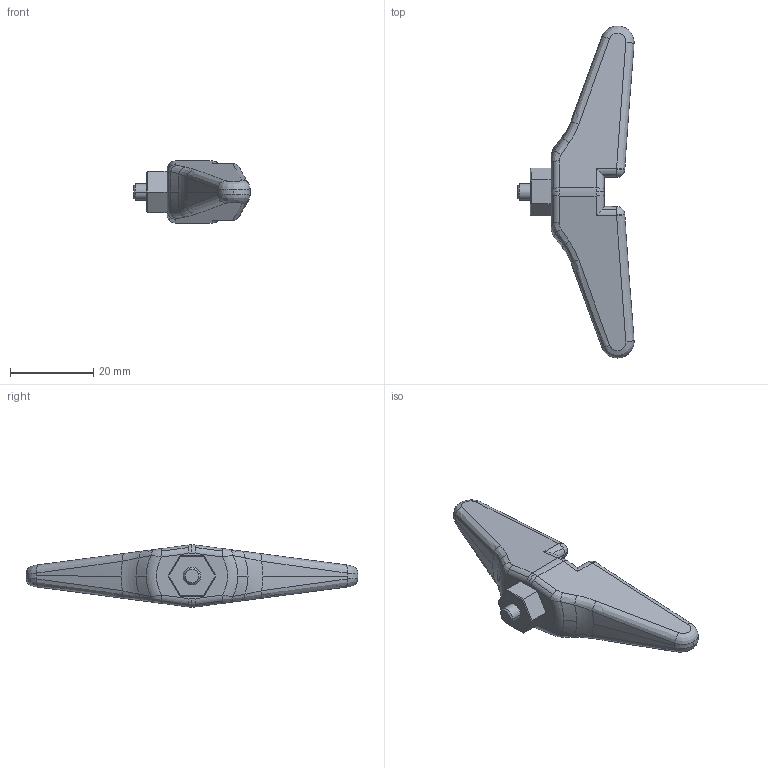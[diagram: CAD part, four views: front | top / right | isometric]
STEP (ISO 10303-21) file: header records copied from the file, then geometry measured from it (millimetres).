
FILE_DESCRIPTION(('STEP AP214'),'1');
FILE_NAME('HALDERN_EH_23111_0902.stp','2015-05-04T09:24:59',('TraceParts'),('TraceParts S.A.'),'Spatial InterOp 3D',' ',' ');
FILE_SCHEMA(('automotive_design'));
Length unit declared in the file: millimetre
Products named in the file (2): Solid1; 1
Bounding box: 27.99 x 80 x 15 mm (x, y, z)
Volume: 10613.3 mm3; surface area: 4254.7 mm2
Topology: 2 solids, 2 shells, 151 faces, 373 edges, 219 vertices
Faces by surface type: cylinder 42, plane 33, bspline 28, torus 18, cone 18, sphere 12
Entity records: 6205 total; most frequent: CARTESIAN_POINT 1617, DIRECTION 738, ORIENTED_EDGE 730, EDGE_CURVE 365, AXIS2_PLACEMENT_3D 308, VERTEX_POINT 219, CIRCLE 171, EDGE_LOOP 154
